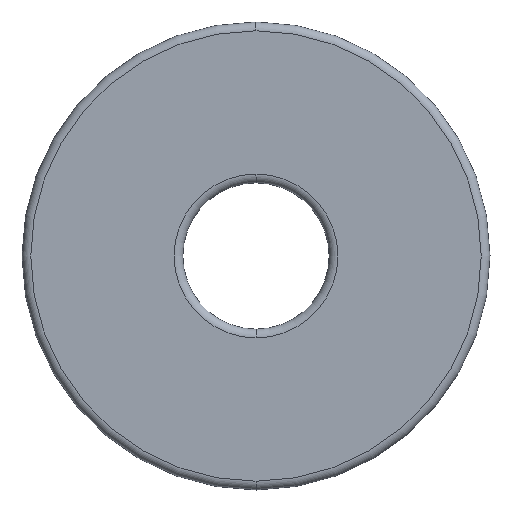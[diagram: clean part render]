
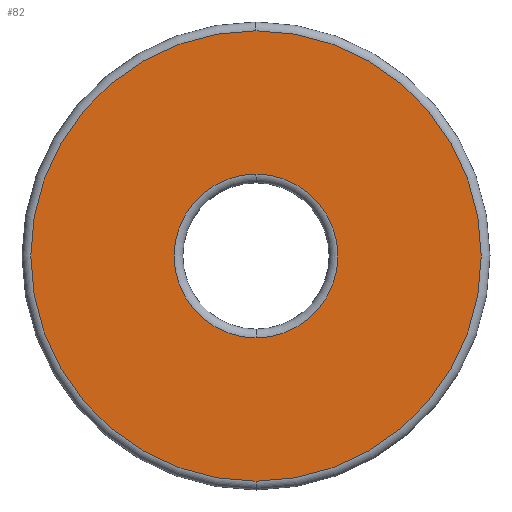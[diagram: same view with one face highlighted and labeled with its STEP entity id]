
A CAD part, left-side view. The second image highlights one B-rep face of the part: STEP entity #82.
In plain terms, the highlighted planar face has unit normal (-1, 0, 0).
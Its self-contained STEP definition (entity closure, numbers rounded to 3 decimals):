
#82=ADVANCED_FACE('',(#104,#105),#106,.T.);
#104=FACE_OUTER_BOUND('',#152,.T.);
#105=FACE_BOUND('',#153,.T.);
#106=PLANE('',#154);
#152=EDGE_LOOP('',(#266,#267,#268));
#153=EDGE_LOOP('',(#269,#270,#271));
#154=AXIS2_PLACEMENT_3D('',#272,#273,#274);
#266=ORIENTED_EDGE('',*,*,#405,.F.);
#267=ORIENTED_EDGE('',*,*,#404,.F.);
#268=ORIENTED_EDGE('',*,*,#408,.F.);
#269=ORIENTED_EDGE('',*,*,#380,.T.);
#270=ORIENTED_EDGE('',*,*,#409,.T.);
#271=ORIENTED_EDGE('',*,*,#381,.T.);
#272=CARTESIAN_POINT('',(0.,5.25,0.0));
#273=DIRECTION('',(-1.0,0.,0.0));
#274=DIRECTION('',(0.,-1.0,-0.0));
#380=EDGE_CURVE('',#551,#549,#552,.T.);
#381=EDGE_CURVE('',#543,#551,#553,.T.);
#404=EDGE_CURVE('',#593,#596,#597,.T.);
#405=EDGE_CURVE('',#596,#598,#599,.T.);
#408=EDGE_CURVE('',#598,#593,#602,.T.);
#409=EDGE_CURVE('',#549,#543,#603,.T.);
#543=VERTEX_POINT('',#647);
#549=VERTEX_POINT('',#653);
#551=VERTEX_POINT('',#655);
#552=CIRCLE('',#656,2.8);
#553=CIRCLE('',#657,2.8);
#593=VERTEX_POINT('',#701);
#596=VERTEX_POINT('',#704);
#597=CIRCLE('',#705,7.7);
#598=VERTEX_POINT('',#706);
#599=CIRCLE('',#707,7.7);
#602=CIRCLE('',#710,7.7);
#603=CIRCLE('',#711,2.8);
#647=CARTESIAN_POINT('',(0.0,0.,-2.8));
#653=CARTESIAN_POINT('',(0.0,0.,2.8));
#655=CARTESIAN_POINT('',(0.0,2.8,0.0));
#656=AXIS2_PLACEMENT_3D('',#790,#791,#792);
#657=AXIS2_PLACEMENT_3D('',#793,#794,#795);
#701=CARTESIAN_POINT('',(0.,0.,-7.7));
#704=CARTESIAN_POINT('',(0.,7.7,0.0));
#705=AXIS2_PLACEMENT_3D('',#854,#855,#856);
#706=CARTESIAN_POINT('',(0.,0.,7.7));
#707=AXIS2_PLACEMENT_3D('',#857,#858,#859);
#710=AXIS2_PLACEMENT_3D('',#866,#867,#868);
#711=AXIS2_PLACEMENT_3D('',#869,#870,#871);
#790=CARTESIAN_POINT('',(0.0,0.0,0.0));
#791=DIRECTION('',(1.0,0.0,0.0));
#792=DIRECTION('',(0.0,1.0,0.0));
#793=CARTESIAN_POINT('',(0.0,0.0,0.0));
#794=DIRECTION('',(1.0,0.0,0.0));
#795=DIRECTION('',(0.0,1.0,0.0));
#854=CARTESIAN_POINT('',(0.,0.0,0.0));
#855=DIRECTION('',(1.0,0.0,0.0));
#856=DIRECTION('',(0.0,1.0,0.0));
#857=CARTESIAN_POINT('',(0.,0.0,0.0));
#858=DIRECTION('',(1.0,0.0,0.0));
#859=DIRECTION('',(0.0,1.0,0.0));
#866=CARTESIAN_POINT('',(0.,0.0,0.0));
#867=DIRECTION('',(1.0,0.0,0.0));
#868=DIRECTION('',(0.0,1.0,0.0));
#869=CARTESIAN_POINT('',(0.0,0.0,0.0));
#870=DIRECTION('',(1.0,0.0,0.0));
#871=DIRECTION('',(0.0,1.0,0.0));
